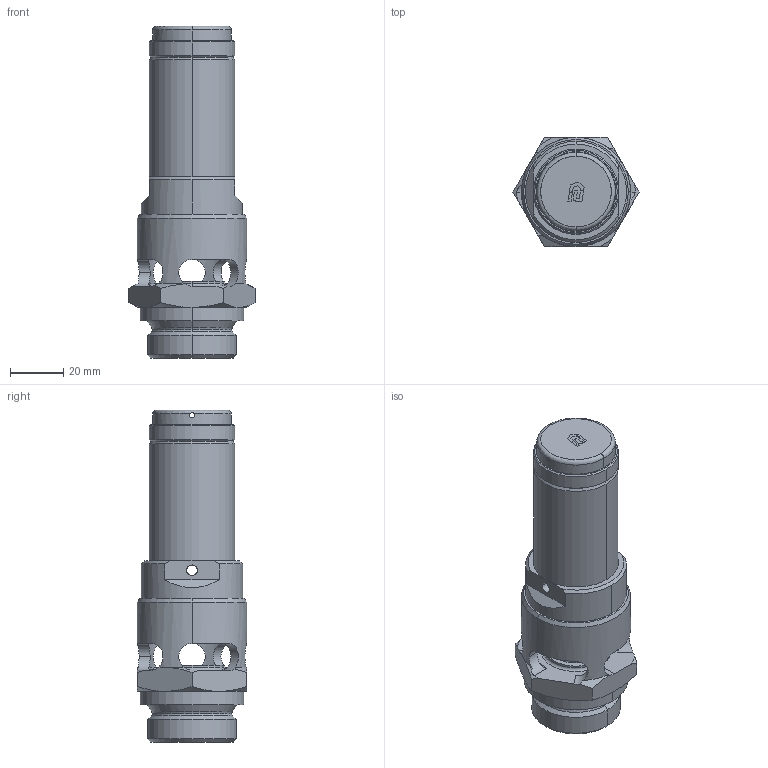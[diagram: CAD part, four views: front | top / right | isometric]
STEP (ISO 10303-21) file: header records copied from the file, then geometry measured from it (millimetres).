
FILE_DESCRIPTION(('HOOPS Exchange Step'),'2;1');
FILE_NAME('SV02_DN25.stp','2026-01-09T16:02:23+01:00',('nieru'),('Unknown organisation'),'HOOPS Exchange 2024.2','HOOPS Exchange','Unknown authorisation');
FILE_SCHEMA( ('AP203_CONFIGURATION_CONTROLLED_3D_DESIGN_OF_MECHANICAL_PARTS_AND_ASSEMBLIES_MIM_LF') );
Length unit declared in the file: millimetre
Products named in the file (2): 0; root
Assembly tree (1 placements, depth 2):
  root
    0
Bounding box: 47.34 x 41 x 124.7 mm (x, y, z)
Volume: 54138.1 mm3; surface area: 34539.8 mm2
Topology: 4 solids, 4 shells, 214 faces, 549 edges, 346 vertices
Faces by surface type: cylinder 77, plane 70, cone 47, torus 18, bspline 2
Entity records: 8882 total; most frequent: CARTESIAN_POINT 3680, ORIENTED_EDGE 1098, DIRECTION 1042, EDGE_CURVE 549, AXIS2_PLACEMENT_3D 413, VERTEX_POINT 346, EDGE_LOOP 243, FACE_BOUND 243
